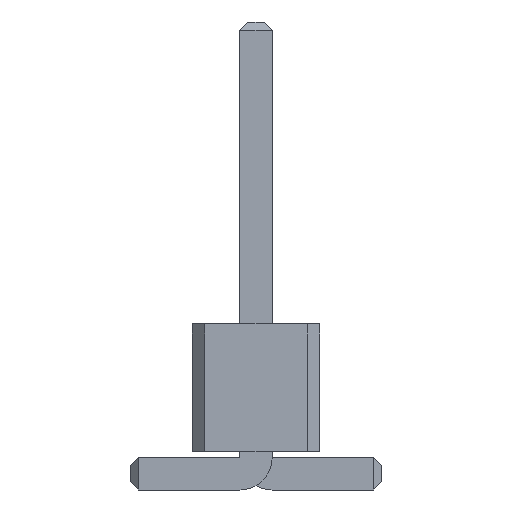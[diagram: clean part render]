
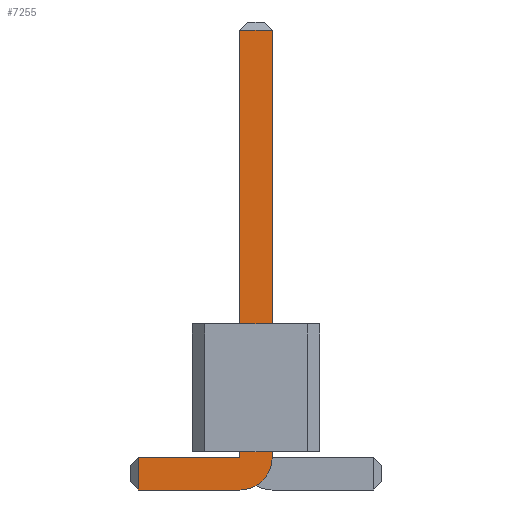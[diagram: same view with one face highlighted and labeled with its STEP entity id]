
A CAD part, front view. The second image highlights one B-rep face of the part: STEP entity #7255.
In plain terms, the highlighted planar face has unit normal (0, -1, 0).
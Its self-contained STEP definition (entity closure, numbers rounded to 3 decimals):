
#56=DIRECTION('',(0.,-1.,0.));
#67=DIRECTION('',(1.,0.,0.));
#1523=VECTOR('',#67,1.);
#1576=DIRECTION('',(-1.,0.,0.));
#3029=VECTOR('',#1576,1.);
#3241=DIRECTION('',(0.,0.,-1.));
#3260=VECTOR('',#3241,1.);
#7086=VECTOR('',#7087,1.);
#7087=DIRECTION('',(0.,0.,1.));
#7109=DIRECTION('',(-0.,-1.,-0.));
#7116=VERTEX_POINT('',#7117);
#7117=CARTESIAN_POINT('',(-2.34,-32.07,0.));
#7120=ORIENTED_EDGE('',*,*,#7121,.T.);
#7121=EDGE_CURVE('',#7116,#7122,#7124,.T.);
#7122=VERTEX_POINT('',#7123);
#7123=CARTESIAN_POINT('',(-0.32,-32.07,0.));
#7124=LINE('',#7125,#1523);
#7125=CARTESIAN_POINT('',(-2.5,-32.07,0.));
#7157=VERTEX_POINT('',#7158);
#7158=CARTESIAN_POINT('',(0.32,-32.07,0.64));
#7161=EDGE_CURVE('',#7122,#7157,#7162,.T.);
#7162=CIRCLE('',#7163,0.64);
#7163=AXIS2_PLACEMENT_3D('',#7164,#56,#3241);
#7164=CARTESIAN_POINT('',(-0.32,-32.07,0.64));
#7172=VERTEX_POINT('',#7164);
#7174=ORIENTED_EDGE('',*,*,#7175,.T.);
#7175=EDGE_CURVE('',#7172,#7176,#7178,.T.);
#7176=VERTEX_POINT('',#7177);
#7177=CARTESIAN_POINT('',(-2.34,-32.07,0.64));
#7178=LINE('',#7164,#3029);
#7188=ORIENTED_EDGE('',*,*,#7189,.T.);
#7189=EDGE_CURVE('',#7157,#7190,#7192,.T.);
#7190=VERTEX_POINT('',#7191);
#7191=CARTESIAN_POINT('',(0.32,-32.07,9.14));
#7192=LINE('',#7193,#7086);
#7193=CARTESIAN_POINT('',(0.32,-32.07,0.));
#7206=VERTEX_POINT('',#7207);
#7207=CARTESIAN_POINT('',(-0.32,-32.07,9.14));
#7209=ORIENTED_EDGE('',*,*,#7210,.T.);
#7210=EDGE_CURVE('',#7206,#7172,#7211,.T.);
#7211=LINE('',#7212,#3260);
#7212=CARTESIAN_POINT('',(-0.32,-32.07,9.3));
#7255=ADVANCED_FACE('',(#7256),#7265,.T.);
#7256=FACE_BOUND('',#7257,.T.);
#7257=EDGE_LOOP('',(#7120,#7258,#7188,#7259,#7209,#7174,#7262));
#7258=ORIENTED_EDGE('',*,*,#7161,.T.);
#7259=ORIENTED_EDGE('',*,*,#7260,.T.);
#7260=EDGE_CURVE('',#7190,#7206,#7261,.T.);
#7261=LINE('',#7191,#3029);
#7262=ORIENTED_EDGE('',*,*,#7263,.T.);
#7263=EDGE_CURVE('',#7176,#7116,#7264,.T.);
#7264=LINE('',#7177,#3260);
#7265=PLANE('',#7266);
#7266=AXIS2_PLACEMENT_3D('',#7267,#7109,#3241);
#7267=CARTESIAN_POINT('',(-0.311,-32.07,3.871));
